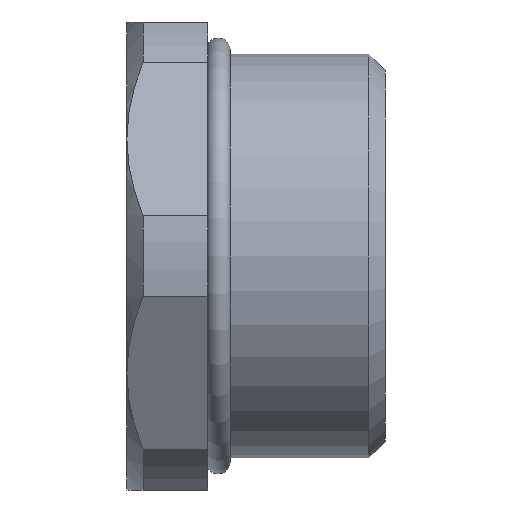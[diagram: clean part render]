
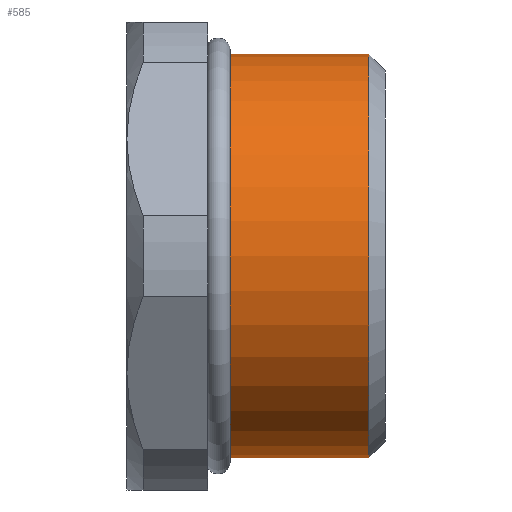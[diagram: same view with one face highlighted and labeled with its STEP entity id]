
A CAD part, left-side view. The second image highlights one B-rep face of the part: STEP entity #585.
In plain terms, the highlighted cylindrical face has radius 12.5 mm (diameter 25 mm), a partial arc.
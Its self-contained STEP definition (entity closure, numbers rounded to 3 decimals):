
#50 = AXIS2_PLACEMENT_3D ( 'NONE', #299, #300, #301 ) ;
#55 = VECTOR ( 'NONE', #314, 1000. ) ;
#105 = AXIS2_PLACEMENT_3D ( 'NONE', #427, #428, #429 ) ;
#112 = AXIS2_PLACEMENT_3D ( 'NONE', #187, #183, #182 ) ;
#182 = DIRECTION ( 'NONE',  ( 0., 0., 1. ) ) ;
#183 = DIRECTION ( 'NONE',  ( 0., 1., 0. ) ) ;
#187 = CARTESIAN_POINT ( 'NONE',  ( 0., 25.055, 0. ) ) ;
#235 = ORIENTED_EDGE ( 'NONE', *, *, #689, .F. ) ;
#236 = ORIENTED_EDGE ( 'NONE', *, *, #618, .T. ) ;
#237 = ORIENTED_EDGE ( 'NONE', *, *, #673, .T. ) ;
#238 = ORIENTED_EDGE ( 'NONE', *, *, #614, .F. ) ;
#299 = CARTESIAN_POINT ( 'NONE',  ( 0., -6.357, 0. ) ) ;
#300 = DIRECTION ( 'NONE',  ( 0., 1., 0. ) ) ;
#301 = DIRECTION ( 'NONE',  ( 0., 0., 1. ) ) ;
#312 = LINE ( 'NONE', #313, #55 ) ;
#313 = CARTESIAN_POINT ( 'NONE',  ( 0., 25.055, 12.5 ) ) ;
#314 = DIRECTION ( 'NONE',  ( 0., 1., 0. ) ) ;
#427 = CARTESIAN_POINT ( 'NONE',  ( 0., -15., 0. ) ) ;
#428 = DIRECTION ( 'NONE',  ( 0., 1., 0. ) ) ;
#429 = DIRECTION ( 'NONE',  ( 0., 0., -1. ) ) ;
#488 = LINE ( 'NONE', #489, #750 ) ;
#489 = CARTESIAN_POINT ( 'NONE',  ( 0., 25.055, -12.5 ) ) ;
#490 = DIRECTION ( 'NONE',  ( 0., 1., 0. ) ) ;
#494 = CARTESIAN_POINT ( 'NONE',  ( 0., -15., -12.5 ) ) ;
#512 = CARTESIAN_POINT ( 'NONE',  ( 0., -6.357, -12.5 ) ) ;
#517 = CARTESIAN_POINT ( 'NONE',  ( 0., -15., 12.5 ) ) ;
#519 = CARTESIAN_POINT ( 'NONE',  ( 0., -6.357, 12.5 ) ) ;
#585 = ADVANCED_FACE ( 'NONE', ( #735 ), #739, .T. ) ;
#614 = EDGE_CURVE ( 'NONE', #878, #901, #655, .T. ) ;
#618 = EDGE_CURVE ( 'NONE', #899, #901, #312, .T. ) ;
#655 = CIRCLE ( 'NONE', #50, 12.5 ) ;
#673 = EDGE_CURVE ( 'NONE', #850, #899, #708, .T. ) ;
#689 = EDGE_CURVE ( 'NONE', #850, #878, #488, .T. ) ;
#708 = CIRCLE ( 'NONE', #105, 12.5 ) ;
#735 = FACE_OUTER_BOUND ( 'NONE', #897, .T. ) ;
#739 = CYLINDRICAL_SURFACE ( 'NONE', #112, 12.5 ) ;
#750 = VECTOR ( 'NONE', #490, 1000. ) ;
#850 = VERTEX_POINT ( 'NONE', #494 ) ;
#878 = VERTEX_POINT ( 'NONE', #512 ) ;
#897 = EDGE_LOOP ( 'NONE', ( #235, #237, #236, #238 ) ) ;
#899 = VERTEX_POINT ( 'NONE', #517 ) ;
#901 = VERTEX_POINT ( 'NONE', #519 ) ;
